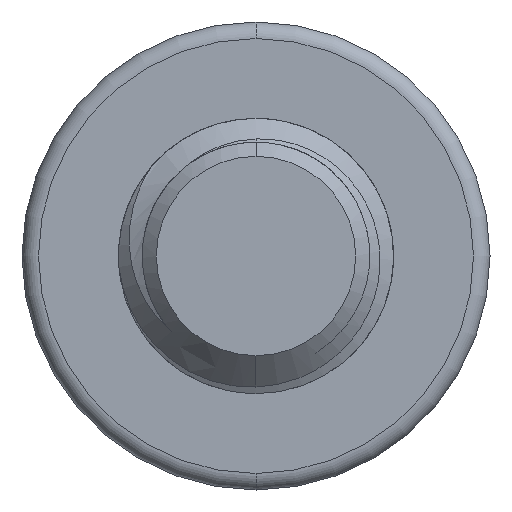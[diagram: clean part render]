
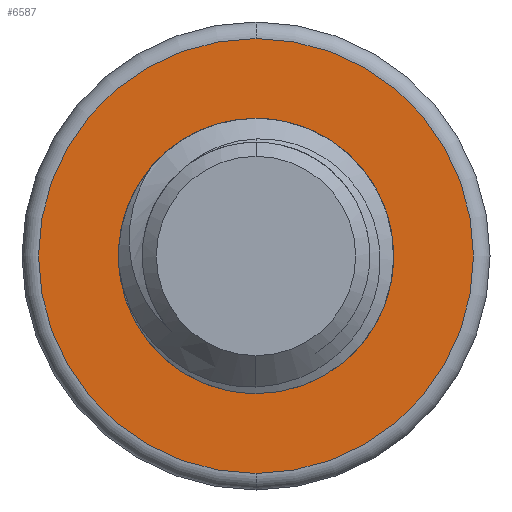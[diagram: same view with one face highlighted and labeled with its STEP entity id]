
A CAD part, front view. The second image highlights one B-rep face of the part: STEP entity #6587.
In plain terms, the highlighted planar face has unit normal (0, -1, 0).
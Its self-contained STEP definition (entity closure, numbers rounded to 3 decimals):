
#67 = DIRECTION ( 'NONE',  ( 0., 0., 1. ) ) ;
#182 = DIRECTION ( 'NONE',  ( 0., 0., 1. ) ) ;
#409 = VERTEX_POINT ( 'NONE', #4170 ) ;
#501 = CARTESIAN_POINT ( 'NONE',  ( 0., 100., 0. ) ) ;
#558 = AXIS2_PLACEMENT_3D ( 'NONE', #3862, #6093, #7216 ) ;
#694 = AXIS2_PLACEMENT_3D ( 'NONE', #2341, #6823, #67 ) ;
#1056 = PLANE ( 'NONE',  #3978 ) ;
#1491 = VERTEX_POINT ( 'NONE', #6193 ) ;
#1800 = CARTESIAN_POINT ( 'NONE',  ( 0., 100., 2.5 ) ) ;
#1854 = CIRCLE ( 'NONE', #558, 3.95 ) ;
#1871 = CARTESIAN_POINT ( 'NONE',  ( 0., 100., -2.5 ) ) ;
#2051 = FACE_BOUND ( 'NONE', #5754, .T. ) ;
#2078 = VERTEX_POINT ( 'NONE', #1871 ) ;
#2341 = CARTESIAN_POINT ( 'NONE',  ( 0., 100., 0. ) ) ;
#2558 = CARTESIAN_POINT ( 'NONE',  ( 0., 100., 0. ) ) ;
#2607 = EDGE_CURVE ( 'NONE', #1491, #409, #1854, .T. ) ;
#2772 = DIRECTION ( 'NONE',  ( 0., 1., 0. ) ) ;
#2920 = CIRCLE ( 'NONE', #694, 2.5 ) ;
#3036 = DIRECTION ( 'NONE',  ( 0., -1., 0. ) ) ;
#3237 = ORIENTED_EDGE ( 'NONE', *, *, #2607, .T. ) ;
#3290 = DIRECTION ( 'NONE',  ( 0., 0., 1. ) ) ;
#3624 = AXIS2_PLACEMENT_3D ( 'NONE', #5646, #5748, #182 ) ;
#3862 = CARTESIAN_POINT ( 'NONE',  ( 0., 100., 0. ) ) ;
#3978 = AXIS2_PLACEMENT_3D ( 'NONE', #501, #2772, #3290 ) ;
#4170 = CARTESIAN_POINT ( 'NONE',  ( 0., 100., 3.95 ) ) ;
#4442 = AXIS2_PLACEMENT_3D ( 'NONE', #2558, #3036, #4796 ) ;
#4796 = DIRECTION ( 'NONE',  ( 0., 0., 1. ) ) ;
#4947 = ORIENTED_EDGE ( 'NONE', *, *, #5717, .T. ) ;
#4979 = FACE_OUTER_BOUND ( 'NONE', #6737, .T. ) ;
#5386 = CIRCLE ( 'NONE', #4442, 3.95 ) ;
#5512 = VERTEX_POINT ( 'NONE', #1800 ) ;
#5646 = CARTESIAN_POINT ( 'NONE',  ( 0., 100., 0. ) ) ;
#5717 = EDGE_CURVE ( 'NONE', #5512, #2078, #6999, .T. ) ;
#5748 = DIRECTION ( 'NONE',  ( 0., 1., 0. ) ) ;
#5754 = EDGE_LOOP ( 'NONE', ( #7000, #4947 ) ) ;
#5921 = ORIENTED_EDGE ( 'NONE', *, *, #6305, .T. ) ;
#6093 = DIRECTION ( 'NONE',  ( 0., -1., 0. ) ) ;
#6131 = EDGE_CURVE ( 'NONE', #2078, #5512, #2920, .T. ) ;
#6193 = CARTESIAN_POINT ( 'NONE',  ( 0., 100., -3.95 ) ) ;
#6305 = EDGE_CURVE ( 'NONE', #409, #1491, #5386, .T. ) ;
#6587 = ADVANCED_FACE ( 'NONE', ( #4979, #2051 ), #1056, .F. ) ;
#6737 = EDGE_LOOP ( 'NONE', ( #5921, #3237 ) ) ;
#6823 = DIRECTION ( 'NONE',  ( 0., 1., 0. ) ) ;
#6999 = CIRCLE ( 'NONE', #3624, 2.5 ) ;
#7000 = ORIENTED_EDGE ( 'NONE', *, *, #6131, .T. ) ;
#7216 = DIRECTION ( 'NONE',  ( 0., 0., 1. ) ) ;
